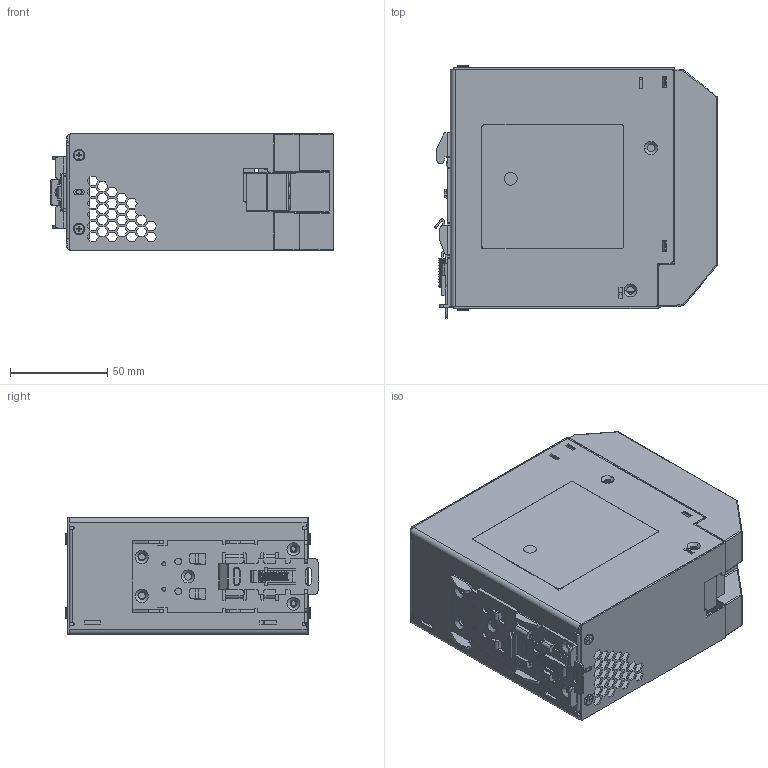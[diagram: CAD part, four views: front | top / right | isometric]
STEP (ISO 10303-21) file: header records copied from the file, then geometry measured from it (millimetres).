
FILE_DESCRIPTION (( 'STEP AP214' ), '1' );
FILE_NAME ('PSD24-240-L.step', '2020-09-10T15:41:21', ( '' ), ( '' ), 'SwSTEP 2.0', 'SolidWorks 2019', '' );
FILE_SCHEMA (( 'AUTOMOTIVE_DESIGN' ));
Length unit declared in the file: inch
Products named in the file (1): PSD24-240-L
Bounding box: 145.74 x 130 x 60.08 mm (x, y, z)
Volume: 117028.1 mm3; surface area: 179413.8 mm2
Topology: 33 solids, 36 shells, 3129 faces, 8516 edges, 5573 vertices
Faces by surface type: plane 2287, cylinder 504, cone 196, bspline 79, torus 51, sphere 12
Full cylindrical faces by diameter (mm): 1 x2, 2 x2, 3.2 x2, 3.4 x1, 3.5 x2, 3.7 x1, 3.9 x6, 4 x6, 4.9 x3, 5.75 x3, 6 x4
Entity records: 146364 total; most frequent: CARTESIAN_POINT 27183, ORIENTED_EDGE 16824, DIRECTION 15326, EDGE_CURVE 8412, VECTOR 6292, LINE 6292, VERTEX_POINT 5533, AXIS2_PLACEMENT_3D 4517
